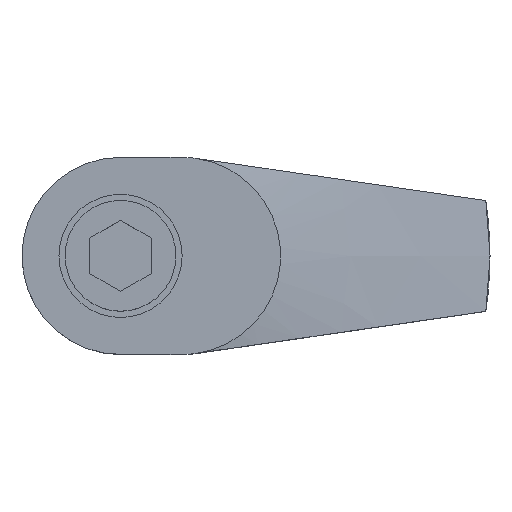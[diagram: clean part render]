
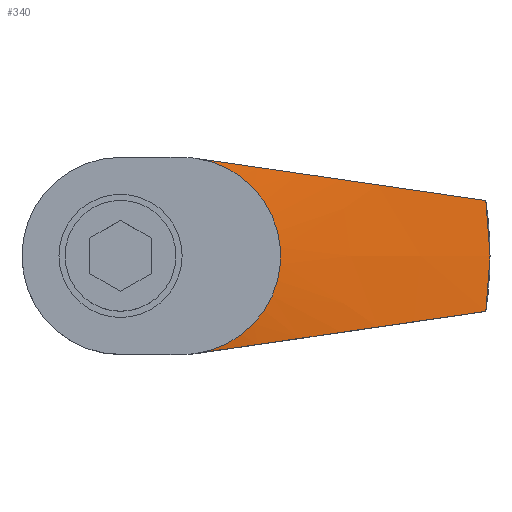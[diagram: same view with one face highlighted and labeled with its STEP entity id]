
A CAD part, top view. The second image highlights one B-rep face of the part: STEP entity #340.
In plain terms, the highlighted conical face has half-angle 79.992 degrees and reference radius 68.932 mm.
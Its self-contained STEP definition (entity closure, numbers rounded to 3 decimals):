
#15 = CARTESIAN_POINT ( 'NONE',  ( 43.713, 11.268, 53.557 ) ) ;
#32 = CARTESIAN_POINT ( 'NONE',  ( 59.776, -6., 50.992 ) ) ;
#86 = CARTESIAN_POINT ( 'NONE',  ( 31.997, -12.971, 55.323 ) ) ;
#89 = CARTESIAN_POINT ( 'NONE',  ( 55.421, 9.567, 51.635 ) ) ;
#122 = CARTESIAN_POINT ( 'NONE',  ( 16.257, 15.259, 56.932 ) ) ;
#129 = CARTESIAN_POINT ( 'NONE',  ( 60., 0., 51. ) ) ;
#134 = CARTESIAN_POINT ( 'NONE',  ( 59.321, -9., 50.976 ) ) ;
#138 = CARTESIAN_POINT ( 'NONE',  ( 60., 3., 51. ) ) ;
#148 = CARTESIAN_POINT ( 'NONE',  ( 59.321, -9., 50.976 ) ) ;
#198 = DIRECTION ( 'NONE',  ( 0., 0., -1. ) ) ;
#208 = ORIENTED_EDGE ( 'NONE', *, *, #1132, .T. ) ;
#224 = CARTESIAN_POINT ( 'NONE',  ( 12.301, -15.834, 57. ) ) ;
#229 = CARTESIAN_POINT ( 'NONE',  ( 14.292, -15.544, 57. ) ) ;
#240 = CARTESIAN_POINT ( 'NONE',  ( 60., -3., 51. ) ) ;
#241 = VERTEX_POINT ( 'NONE', #699 ) ;
#245 = DIRECTION ( 'NONE',  ( -1., 0., 0. ) ) ;
#251 = CARTESIAN_POINT ( 'NONE',  ( 10., 0., 57. ) ) ;
#259 = DIRECTION ( 'NONE',  ( 0., 0., -1. ) ) ;
#285 = VERTEX_POINT ( 'NONE', #919 ) ;
#298 = CARTESIAN_POINT ( 'NONE',  ( 10., 0., 47.659 ) ) ;
#328 = CARTESIAN_POINT ( 'NONE',  ( 39.807, 11.836, 54.177 ) ) ;
#333 = CARTESIAN_POINT ( 'NONE',  ( 20.224, -14.682, 56.684 ) ) ;
#339 = CARTESIAN_POINT ( 'NONE',  ( 16.274, -15.256, 56.931 ) ) ;
#340 = ADVANCED_FACE ( 'NONE', ( #829 ), #1227, .T. ) ;
#353 = ORIENTED_EDGE ( 'NONE', *, *, #1076, .F. ) ;
#371 = AXIS2_PLACEMENT_3D ( 'NONE', #298, #198, #722 ) ;
#375 = CARTESIAN_POINT ( 'NONE',  ( 59.321, 9., 50.976 ) ) ;
#405 = B_SPLINE_CURVE_WITH_KNOTS ( 'NONE', 3,
 ( #1203, #240, #32, #148 ),
 .UNSPECIFIED., .F., .F.,
 ( 4, 4 ),
 ( 0.009, 0.018 ),
 .UNSPECIFIED. ) ;
#420 = CARTESIAN_POINT ( 'NONE',  ( 22.193, -14.396, 56.506 ) ) ;
#429 = CARTESIAN_POINT ( 'NONE',  ( 12.301, 15.834, 57. ) ) ;
#515 = VERTEX_POINT ( 'NONE', #1249 ) ;
#527 = CARTESIAN_POINT ( 'NONE',  ( 33.939, 12.689, 55.046 ) ) ;
#535 = B_SPLINE_CURVE_WITH_KNOTS ( 'NONE', 3,
 ( #429, #634, #122, #1177, #857, #1067, #993, #1394, #527, #328, #15, #838, #89, #769 ),
 .UNSPECIFIED., .F., .F.,
 ( 4, 2, 2, 2, 2, 2, 4 ),
 ( 0., 0.006, 0.012, 0.018, 0.024, 0.036, 0.048 ),
 .UNSPECIFIED. ) ;
#630 = CARTESIAN_POINT ( 'NONE',  ( 39.816, -11.835, 54.176 ) ) ;
#634 = CARTESIAN_POINT ( 'NONE',  ( 14.282, 15.546, 57. ) ) ;
#646 = CARTESIAN_POINT ( 'NONE',  ( 55.423, -9.567, 51.635 ) ) ;
#670 = EDGE_CURVE ( 'NONE', #1062, #1308, #535, .T. ) ;
#699 = CARTESIAN_POINT ( 'NONE',  ( 60., 0., 51. ) ) ;
#722 = DIRECTION ( 'NONE',  ( -1., 0., 0. ) ) ;
#740 = CARTESIAN_POINT ( 'NONE',  ( 33.953, -12.687, 55.044 ) ) ;
#763 = ORIENTED_EDGE ( 'NONE', *, *, #1403, .F. ) ;
#764 = CARTESIAN_POINT ( 'NONE',  ( 28.081, -13.54, 55.844 ) ) ;
#769 = CARTESIAN_POINT ( 'NONE',  ( 59.321, 9., 50.976 ) ) ;
#790 = CARTESIAN_POINT ( 'NONE',  ( 59.776, 6., 50.992 ) ) ;
#829 = FACE_OUTER_BOUND ( 'NONE', #877, .T. ) ;
#838 = CARTESIAN_POINT ( 'NONE',  ( 51.52, 10.134, 52.287 ) ) ;
#857 = CARTESIAN_POINT ( 'NONE',  ( 22.167, 14.4, 56.509 ) ) ;
#876 = EDGE_CURVE ( 'NONE', #1308, #241, #1286, .T. ) ;
#877 = EDGE_LOOP ( 'NONE', ( #208, #763, #353, #1275, #1163 ) ) ;
#907 = CIRCLE ( 'NONE', #1075, 16. ) ;
#919 = CARTESIAN_POINT ( 'NONE',  ( 12.301, -15.834, 57. ) ) ;
#993 = CARTESIAN_POINT ( 'NONE',  ( 28.061, 13.543, 55.847 ) ) ;
#999 = CARTESIAN_POINT ( 'NONE',  ( 59.321, 9., 50.976 ) ) ;
#1008 = CARTESIAN_POINT ( 'NONE',  ( 12.301, 15.834, 57. ) ) ;
#1062 = VERTEX_POINT ( 'NONE', #1008 ) ;
#1067 = CARTESIAN_POINT ( 'NONE',  ( 26.098, 13.829, 56.089 ) ) ;
#1075 = AXIS2_PLACEMENT_3D ( 'NONE', #251, #259, #245 ) ;
#1076 = EDGE_CURVE ( 'NONE', #241, #515, #405, .T. ) ;
#1081 = CARTESIAN_POINT ( 'NONE',  ( 43.72, -11.267, 53.556 ) ) ;
#1132 = EDGE_CURVE ( 'NONE', #1062, #285, #907, .T. ) ;
#1163 = ORIENTED_EDGE ( 'NONE', *, *, #670, .F. ) ;
#1177 = CARTESIAN_POINT ( 'NONE',  ( 20.2, 14.686, 56.685 ) ) ;
#1191 = CARTESIAN_POINT ( 'NONE',  ( 51.523, -10.133, 52.286 ) ) ;
#1203 = CARTESIAN_POINT ( 'NONE',  ( 60., 0., 51. ) ) ;
#1227 = CONICAL_SURFACE ( 'NONE', #371, 68.932, 1.396 ) ;
#1249 = CARTESIAN_POINT ( 'NONE',  ( 59.321, -9., 50.976 ) ) ;
#1275 = ORIENTED_EDGE ( 'NONE', *, *, #876, .F. ) ;
#1286 = B_SPLINE_CURVE_WITH_KNOTS ( 'NONE', 3,
 ( #999, #790, #138, #129 ),
 .UNSPECIFIED., .F., .F.,
 ( 4, 4 ),
 ( 0., 0.009 ),
 .UNSPECIFIED. ) ;
#1288 = B_SPLINE_CURVE_WITH_KNOTS ( 'NONE', 3,
 ( #134, #646, #1191, #1081, #630, #740, #86, #764, #1397, #420, #333, #339, #229, #224 ),
 .UNSPECIFIED., .F., .F.,
 ( 4, 2, 2, 2, 2, 2, 4 ),
 ( 0., 0.012, 0.024, 0.03, 0.036, 0.042, 0.048 ),
 .UNSPECIFIED. ) ;
#1308 = VERTEX_POINT ( 'NONE', #375 ) ;
#1394 = CARTESIAN_POINT ( 'NONE',  ( 31.982, 12.973, 55.325 ) ) ;
#1397 = CARTESIAN_POINT ( 'NONE',  ( 26.121, -13.825, 56.086 ) ) ;
#1403 = EDGE_CURVE ( 'NONE', #515, #285, #1288, .T. ) ;
